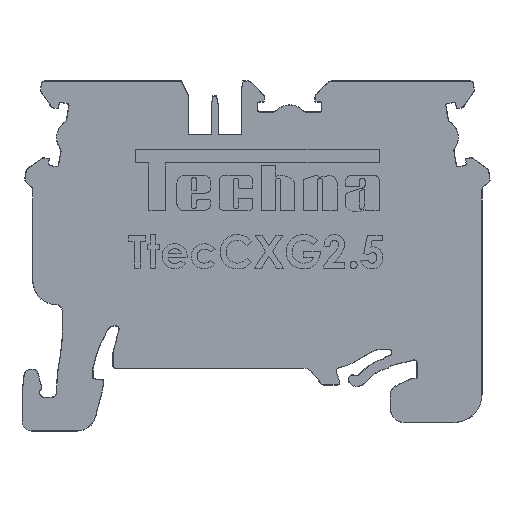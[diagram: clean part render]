
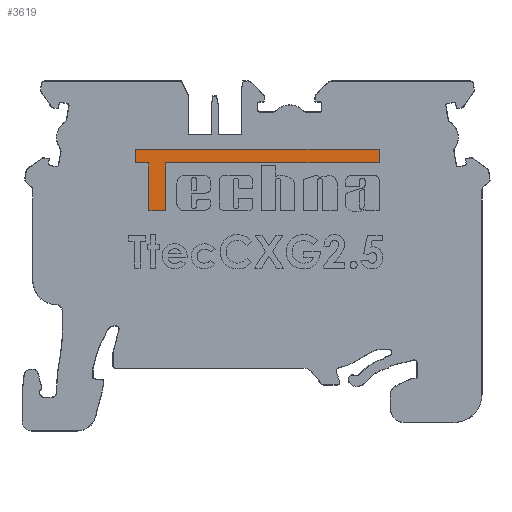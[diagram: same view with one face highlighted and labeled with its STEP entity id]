
A CAD part, front view. The second image highlights one B-rep face of the part: STEP entity #3619.
In plain terms, the highlighted planar face has unit normal (0, -1, 0).
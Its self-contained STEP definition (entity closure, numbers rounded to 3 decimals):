
#807 = CARTESIAN_POINT ( 'NONE',  ( -29.756, 0.101, 22.824 ) ) ;
#1931 = ORIENTED_EDGE ( 'NONE', *, *, #44968, .T. ) ;
#3356 = ORIENTED_EDGE ( 'NONE', *, *, #34613, .T. ) ;
#3494 = CARTESIAN_POINT ( 'NONE',  ( -28.344, 0.101, 21.374 ) ) ;
#3619 = ADVANCED_FACE ( 'NONE', ( #27629 ), #23182, .F. ) ;
#3683 = ORIENTED_EDGE ( 'NONE', *, *, #26194, .T. ) ;
#4350 = EDGE_CURVE ( 'NONE', #24260, #25399, #27952, .T. ) ;
#5068 = DIRECTION ( 'NONE',  ( 0., 0., 1. ) ) ;
#5255 = CARTESIAN_POINT ( 'NONE',  ( 0., 0.101, 0. ) ) ;
#5366 = VECTOR ( 'NONE', #10631, 1000. ) ;
#5578 = LINE ( 'NONE', #43708, #15384 ) ;
#6734 = EDGE_LOOP ( 'NONE', ( #38992, #19940, #46565, #1931, #34384, #3683, #47779, #3356 ) ) ;
#7616 = CARTESIAN_POINT ( 'NONE',  ( -26.544, 0.101, 16.283 ) ) ;
#7730 = VERTEX_POINT ( 'NONE', #14958 ) ;
#8513 = CARTESIAN_POINT ( 'NONE',  ( -3.744, 0.101, 21.374 ) ) ;
#9077 = CARTESIAN_POINT ( 'NONE',  ( -3.744, 0.101, 22.824 ) ) ;
#10631 = DIRECTION ( 'NONE',  ( -1., 0., 0. ) ) ;
#13265 = CARTESIAN_POINT ( 'NONE',  ( -29.756, 0.101, 21.374 ) ) ;
#14041 = LINE ( 'NONE', #17524, #48313 ) ;
#14168 = CARTESIAN_POINT ( 'NONE',  ( -26.544, 0.101, 21.374 ) ) ;
#14753 = VERTEX_POINT ( 'NONE', #19171 ) ;
#14958 = CARTESIAN_POINT ( 'NONE',  ( -29.756, 0.101, 21.374 ) ) ;
#15203 = LINE ( 'NONE', #41440, #34844 ) ;
#15384 = VECTOR ( 'NONE', #20960, 1000. ) ;
#16649 = DIRECTION ( 'NONE',  ( 0., 1., 0. ) ) ;
#17524 = CARTESIAN_POINT ( 'NONE',  ( -28.344, 0.101, 16.283 ) ) ;
#18556 = EDGE_CURVE ( 'NONE', #7730, #14753, #22427, .T. ) ;
#19171 = CARTESIAN_POINT ( 'NONE',  ( -28.344, 0.101, 21.374 ) ) ;
#19191 = VECTOR ( 'NONE', #5068, 1000. ) ;
#19940 = ORIENTED_EDGE ( 'NONE', *, *, #18556, .T. ) ;
#20960 = DIRECTION ( 'NONE',  ( 1., 0., 0. ) ) ;
#21896 = VERTEX_POINT ( 'NONE', #7616 ) ;
#22130 = EDGE_CURVE ( 'NONE', #21896, #30036, #15203, .T. ) ;
#22427 = LINE ( 'NONE', #3494, #27041 ) ;
#23182 = PLANE ( 'NONE',  #44115 ) ;
#23411 = DIRECTION ( 'NONE',  ( 1., 0., 0. ) ) ;
#24260 = VERTEX_POINT ( 'NONE', #41223 ) ;
#25108 = VERTEX_POINT ( 'NONE', #807 ) ;
#25399 = VERTEX_POINT ( 'NONE', #33757 ) ;
#25779 = CARTESIAN_POINT ( 'NONE',  ( -29.756, 0.101, 22.824 ) ) ;
#26194 = EDGE_CURVE ( 'NONE', #30036, #24260, #41642, .T. ) ;
#26628 = DIRECTION ( 'NONE',  ( 1., 0., 0. ) ) ;
#27041 = VECTOR ( 'NONE', #26628, 1000. ) ;
#27629 = FACE_OUTER_BOUND ( 'NONE', #6734, .T. ) ;
#27952 = LINE ( 'NONE', #9077, #19191 ) ;
#29935 = DIRECTION ( 'NONE',  ( 0., 0., 1. ) ) ;
#30036 = VERTEX_POINT ( 'NONE', #14168 ) ;
#32107 = EDGE_CURVE ( 'NONE', #14753, #42569, #14041, .T. ) ;
#33757 = CARTESIAN_POINT ( 'NONE',  ( -3.744, 0.101, 22.824 ) ) ;
#34384 = ORIENTED_EDGE ( 'NONE', *, *, #22130, .T. ) ;
#34613 = EDGE_CURVE ( 'NONE', #25399, #25108, #44777, .T. ) ;
#34844 = VECTOR ( 'NONE', #29935, 1000. ) ;
#36464 = CARTESIAN_POINT ( 'NONE',  ( -28.344, 0.101, 16.283 ) ) ;
#37259 = DIRECTION ( 'NONE',  ( 0., 0., -1. ) ) ;
#38992 = ORIENTED_EDGE ( 'NONE', *, *, #41827, .T. ) ;
#40668 = VECTOR ( 'NONE', #47183, 1000. ) ;
#41223 = CARTESIAN_POINT ( 'NONE',  ( -3.744, 0.101, 21.374 ) ) ;
#41440 = CARTESIAN_POINT ( 'NONE',  ( -26.544, 0.101, 21.374 ) ) ;
#41559 = VECTOR ( 'NONE', #23411, 1000. ) ;
#41642 = LINE ( 'NONE', #8513, #41559 ) ;
#41827 = EDGE_CURVE ( 'NONE', #25108, #7730, #47433, .T. ) ;
#42569 = VERTEX_POINT ( 'NONE', #36464 ) ;
#42914 = DIRECTION ( 'NONE',  ( 0., 0., 1. ) ) ;
#43708 = CARTESIAN_POINT ( 'NONE',  ( -26.544, 0.101, 16.283 ) ) ;
#44115 = AXIS2_PLACEMENT_3D ( 'NONE', #5255, #16649, #42914 ) ;
#44777 = LINE ( 'NONE', #25779, #5366 ) ;
#44968 = EDGE_CURVE ( 'NONE', #42569, #21896, #5578, .T. ) ;
#46565 = ORIENTED_EDGE ( 'NONE', *, *, #32107, .T. ) ;
#47183 = DIRECTION ( 'NONE',  ( 0., 0., -1. ) ) ;
#47433 = LINE ( 'NONE', #13265, #40668 ) ;
#47779 = ORIENTED_EDGE ( 'NONE', *, *, #4350, .T. ) ;
#48313 = VECTOR ( 'NONE', #37259, 1000. ) ;
